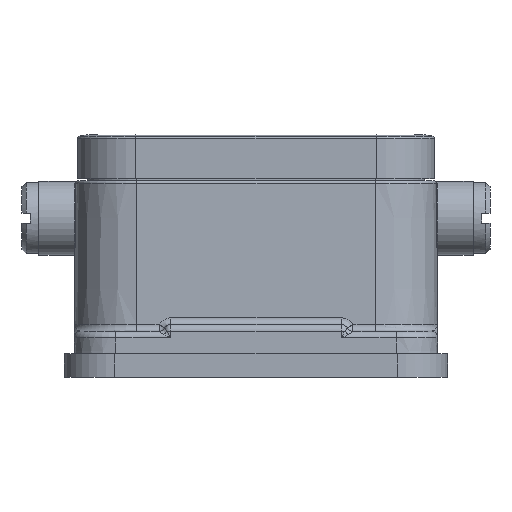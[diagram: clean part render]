
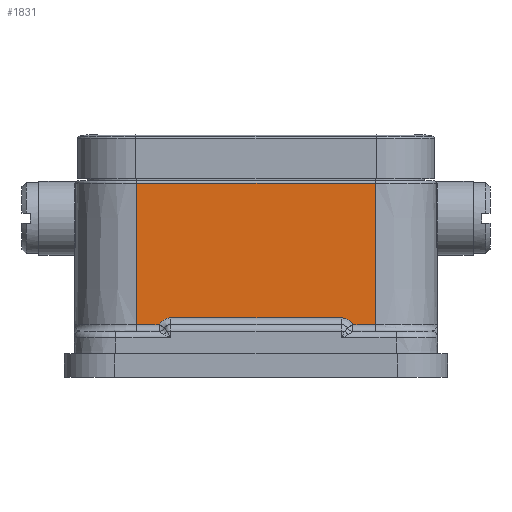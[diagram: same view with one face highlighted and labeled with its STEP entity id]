
A CAD part, left-side view. The second image highlights one B-rep face of the part: STEP entity #1831.
In plain terms, the highlighted planar face has unit normal (-1, 0, 0.009).
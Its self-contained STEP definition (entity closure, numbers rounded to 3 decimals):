
#9 = VECTOR ( 'NONE', #5764, 1000. ) ;
#36 = FACE_OUTER_BOUND ( 'NONE', #6300, .T. ) ;
#41 = AXIS2_PLACEMENT_3D ( 'NONE', #7045, #7082, #7095 ) ;
#1299 = VERTEX_POINT ( 'NONE', #2706 ) ;
#1361 = VERTEX_POINT ( 'NONE', #2656 ) ;
#1383 = VERTEX_POINT ( 'NONE', #2748 ) ;
#1505 = VERTEX_POINT ( 'NONE', #8502 ) ;
#1532 = VERTEX_POINT ( 'NONE', #8573 ) ;
#1760 = EDGE_CURVE ( 'NONE', #9419, #1532, #12324, .T. ) ;
#1811 = EDGE_CURVE ( 'NONE', #1532, #1505, #5810, .T. ) ;
#1831 = ADVANCED_FACE ( 'NONE', ( #36 ), #7097, .T. ) ;
#2656 = CARTESIAN_POINT ( 'NONE',  ( -59.958, 14.25, 4.793 ) ) ;
#2706 = CARTESIAN_POINT ( 'NONE',  ( -59.958, 11.585, 4.793 ) ) ;
#2748 = CARTESIAN_POINT ( 'NONE',  ( -59.951, 10.2, 5.593 ) ) ;
#2867 = ORIENTED_EDGE ( 'NONE', *, *, #4671, .T. ) ;
#2878 = ORIENTED_EDGE ( 'NONE', *, *, #1760, .T. ) ;
#2916 = ORIENTED_EDGE ( 'NONE', *, *, #4643, .T. ) ;
#2924 = ORIENTED_EDGE ( 'NONE', *, *, #1811, .T. ) ;
#3030 = ORIENTED_EDGE ( 'NONE', *, *, #4619, .T. ) ;
#3055 = ORIENTED_EDGE ( 'NONE', *, *, #4639, .T. ) ;
#3080 = ORIENTED_EDGE ( 'NONE', *, *, #4688, .T. ) ;
#3097 = ORIENTED_EDGE ( 'NONE', *, *, #4641, .T. ) ;
#4619 = EDGE_CURVE ( 'NONE', #1505, #9549, #7287, .T. ) ;
#4639 = EDGE_CURVE ( 'NONE', #1383, #9419, #7350, .T. ) ;
#4641 = EDGE_CURVE ( 'NONE', #9549, #9477, #7356, .T. ) ;
#4643 = EDGE_CURVE ( 'NONE', #1361, #1299, #7362, .T. ) ;
#4671 = EDGE_CURVE ( 'NONE', #9477, #1361, #4782, .T. ) ;
#4688 = EDGE_CURVE ( 'NONE', #1299, #1383, #12272, .T. ) ;
#4782 = LINE ( 'NONE', #4783, #11613 ) ;
#4783 = CARTESIAN_POINT ( 'NONE',  ( -60., 14.25, 0. ) ) ;
#4784 = DIRECTION ( 'NONE',  ( -0.009, 0., -1. ) ) ;
#4838 = CARTESIAN_POINT ( 'NONE',  ( -59.958, 11.585, 4.793 ) ) ;
#4839 = CARTESIAN_POINT ( 'NONE',  ( -59.954, 11.292, 5.3 ) ) ;
#4840 = CARTESIAN_POINT ( 'NONE',  ( -59.951, 10.785, 5.593 ) ) ;
#4841 = CARTESIAN_POINT ( 'NONE',  ( -59.951, 10.2, 5.593 ) ) ;
#5705 = CARTESIAN_POINT ( 'NONE',  ( -59.958, -21.75, 4.793 ) ) ;
#5764 = DIRECTION ( 'NONE',  ( 0., -1., 0. ) ) ;
#5810 = LINE ( 'NONE', #5705, #9 ) ;
#6300 = EDGE_LOOP ( 'NONE', ( #3030, #3097, #2867, #2916, #3080, #3055, #2878, #2924 ) ) ;
#7045 = CARTESIAN_POINT ( 'NONE',  ( -60., -21.75, 0. ) ) ;
#7082 = DIRECTION ( 'NONE',  ( -1., 0., 0.009 ) ) ;
#7095 = DIRECTION ( 'NONE',  ( 0.009, 0., 1. ) ) ;
#7097 = PLANE ( 'NONE',  #41 ) ;
#7287 = LINE ( 'NONE', #7288, #11552 ) ;
#7288 = CARTESIAN_POINT ( 'NONE',  ( -60., -14.25, 0. ) ) ;
#7289 = DIRECTION ( 'NONE',  ( 0.009, 0., 1. ) ) ;
#7350 = LINE ( 'NONE', #7351, #11571 ) ;
#7351 = CARTESIAN_POINT ( 'NONE',  ( -59.951, -21.75, 5.593 ) ) ;
#7352 = DIRECTION ( 'NONE',  ( 0., -1., 0. ) ) ;
#7356 = LINE ( 'NONE', #7357, #11572 ) ;
#7357 = CARTESIAN_POINT ( 'NONE',  ( -59.811, 14.25, 21.703 ) ) ;
#7358 = DIRECTION ( 'NONE',  ( 0., 1., 0. ) ) ;
#7362 = LINE ( 'NONE', #7363, #11574 ) ;
#7363 = CARTESIAN_POINT ( 'NONE',  ( -59.958, -21.75, 4.793 ) ) ;
#7364 = DIRECTION ( 'NONE',  ( 0., -1., 0. ) ) ;
#8502 = CARTESIAN_POINT ( 'NONE',  ( -59.958, -14.25, 4.793 ) ) ;
#8573 = CARTESIAN_POINT ( 'NONE',  ( -59.958, -11.585, 4.793 ) ) ;
#9419 = VERTEX_POINT ( 'NONE', #10671 ) ;
#9477 = VERTEX_POINT ( 'NONE', #10726 ) ;
#9549 = VERTEX_POINT ( 'NONE', #10792 ) ;
#10671 = CARTESIAN_POINT ( 'NONE',  ( -59.951, -10.2, 5.593 ) ) ;
#10726 = CARTESIAN_POINT ( 'NONE',  ( -59.811, 14.25, 21.703 ) ) ;
#10792 = CARTESIAN_POINT ( 'NONE',  ( -59.811, -14.25, 21.703 ) ) ;
#11159 = CARTESIAN_POINT ( 'NONE',  ( -59.954, -11.292, 5.3 ) ) ;
#11166 = CARTESIAN_POINT ( 'NONE',  ( -59.951, -10.2, 5.593 ) ) ;
#11173 = CARTESIAN_POINT ( 'NONE',  ( -59.958, -11.585, 4.793 ) ) ;
#11185 = CARTESIAN_POINT ( 'NONE',  ( -59.951, -10.785, 5.593 ) ) ;
#11552 = VECTOR ( 'NONE', #7289, 1000. ) ;
#11571 = VECTOR ( 'NONE', #7352, 1000. ) ;
#11572 = VECTOR ( 'NONE', #7358, 1000. ) ;
#11574 = VECTOR ( 'NONE', #7364, 1000. ) ;
#11613 = VECTOR ( 'NONE', #4784, 1000. ) ;
#12272 =( BOUNDED_CURVE ( )  B_SPLINE_CURVE ( 3, ( #4838, #4839, #4840, #4841 ),
 .UNSPECIFIED., .F., .T. ) 
 B_SPLINE_CURVE_WITH_KNOTS ( ( 4, 4 ),
 ( 5.236, 6.283 ),
 .UNSPECIFIED. ) 
 CURVE ( )  GEOMETRIC_REPRESENTATION_ITEM ( )  RATIONAL_B_SPLINE_CURVE ( ( 1., 0.911, 0.911, 1. ) ) 
 REPRESENTATION_ITEM ( '' )  );
#12324 =( BOUNDED_CURVE ( )  B_SPLINE_CURVE ( 3, ( #11166, #11185, #11159, #11173 ),
 .UNSPECIFIED., .F., .F. ) 
 B_SPLINE_CURVE_WITH_KNOTS ( ( 4, 4 ),
 ( 3.142, 4.189 ),
 .UNSPECIFIED. ) 
 CURVE ( )  GEOMETRIC_REPRESENTATION_ITEM ( )  RATIONAL_B_SPLINE_CURVE ( ( 1., 0.911, 0.911, 1. ) ) 
 REPRESENTATION_ITEM ( '' )  );
